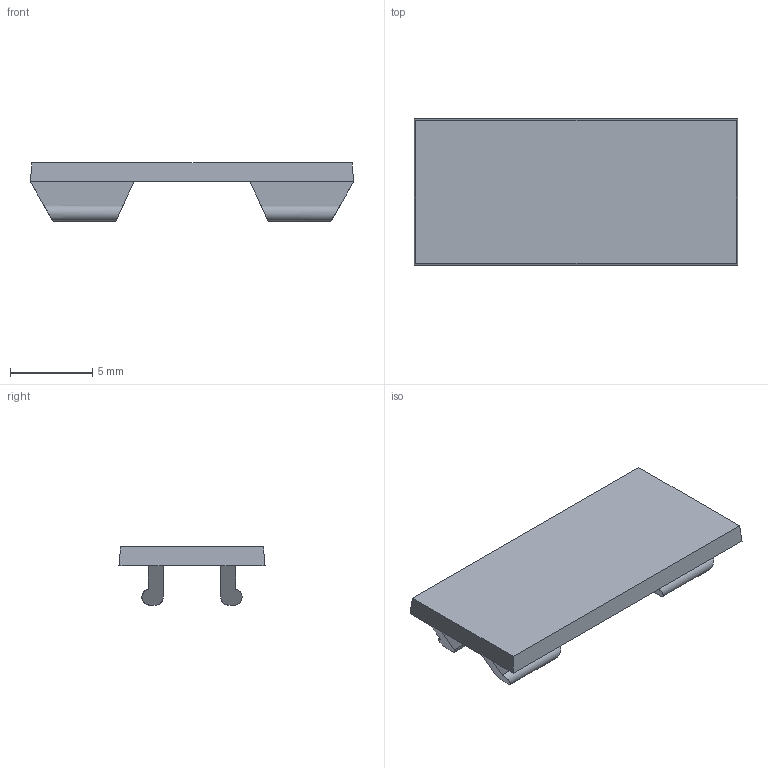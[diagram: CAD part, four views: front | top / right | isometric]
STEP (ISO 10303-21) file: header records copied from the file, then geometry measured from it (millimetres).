
FILE_DESCRIPTION(('Creo Elements/Direct Modeling STEP Export'),'2;1');
FILE_NAME('model.stp','2018-11-19T12:53:50',(''),(''),'Creo Elements/Direct Modeling STEP processor for AP214 (Solid Model)','Creo Elements/Direct Modeling 18.1I 14-Aug-2016 (C) Parametric Technology GmbH','');
FILE_SCHEMA(('AUTOMOTIVE_DESIGN { 1 0 10303 214 1 1 1 1 }'));
Length unit declared in the file: millimetre
Products named in the file (2): UCT_EM_20X9-select
Assembly tree (1 placements, depth 2):
  UCT_EM_20X9-select
    UCT_EM_20X9-select
Bounding box: 19.7 x 8.9 x 3.55 mm (x, y, z)
Volume: 246.3 mm3; surface area: 523.9 mm2
Topology: 1 solids, 1 shells, 34 faces, 88 edges, 56 vertices
Faces by surface type: plane 26, cylinder 8
Entity records: 1309 total; most frequent: ORIENTED_EDGE 176, CARTESIAN_POINT 173, DIRECTION 165, EDGE_CURVE 88, VECTOR 69, LINE 69, VERTEX_POINT 56, AXIS2_PLACEMENT_3D 48
